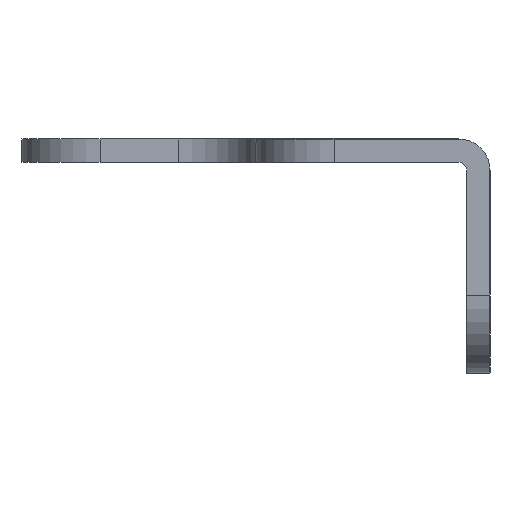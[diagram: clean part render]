
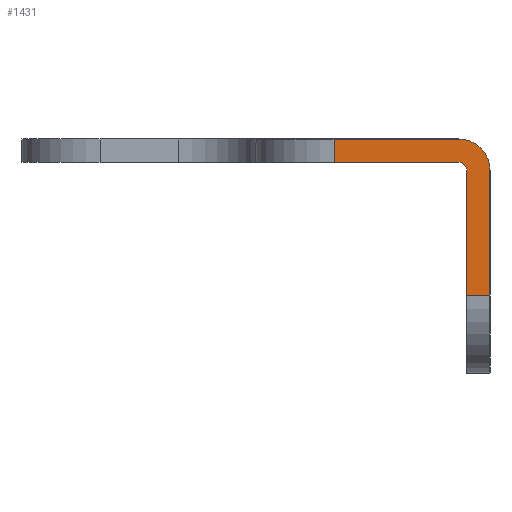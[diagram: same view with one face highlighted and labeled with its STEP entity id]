
A CAD part, left-side view. The second image highlights one B-rep face of the part: STEP entity #1431.
In plain terms, the highlighted planar face has unit normal (-1, 0, 0).
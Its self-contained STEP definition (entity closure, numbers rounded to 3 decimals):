
#12 = CARTESIAN_POINT ( 'NONE',  ( -201.05, 117., 324.5 ) ) ;
#18 = ORIENTED_EDGE ( 'NONE', *, *, #1490, .T. ) ;
#32 = VERTEX_POINT ( 'NONE', #1234 ) ;
#77 = DIRECTION ( 'NONE',  ( 0., 0., 1. ) ) ;
#111 = DIRECTION ( 'NONE',  ( 0., 0., 1. ) ) ;
#118 = DIRECTION ( 'NONE',  ( 0., 0., 1. ) ) ;
#158 = VERTEX_POINT ( 'NONE', #1502 ) ;
#181 = AXIS2_PLACEMENT_3D ( 'NONE', #12, #629, #118 ) ;
#190 = EDGE_CURVE ( 'NONE', #1069, #831, #491, .T. ) ;
#198 = VERTEX_POINT ( 'NONE', #293 ) ;
#209 = EDGE_LOOP ( 'NONE', ( #372, #434, #1047, #1165, #18, #1185, #256, #1042 ) ) ;
#235 = CARTESIAN_POINT ( 'NONE',  ( -201.05, 117., 325. ) ) ;
#256 = ORIENTED_EDGE ( 'NONE', *, *, #1610, .F. ) ;
#265 = VECTOR ( 'NONE', #77, 1000. ) ;
#275 = EDGE_CURVE ( 'NONE', #543, #602, #1614, .T. ) ;
#289 = CARTESIAN_POINT ( 'NONE',  ( -201.05, 116.5, 326.5 ) ) ;
#293 = CARTESIAN_POINT ( 'NONE',  ( -201.05, 115., 324.5 ) ) ;
#324 = EDGE_CURVE ( 'NONE', #611, #602, #1535, .T. ) ;
#372 = ORIENTED_EDGE ( 'NONE', *, *, #190, .F. ) ;
#387 = VECTOR ( 'NONE', #1167, 1000. ) ;
#434 = ORIENTED_EDGE ( 'NONE', *, *, #609, .F. ) ;
#437 = DIRECTION ( 'NONE',  ( 0., 1., 0. ) ) ;
#456 = CARTESIAN_POINT ( 'NONE',  ( -201.05, 122.5, 326.5 ) ) ;
#458 = EDGE_CURVE ( 'NONE', #32, #198, #775, .T. ) ;
#485 = LINE ( 'NONE', #905, #1159 ) ;
#491 = LINE ( 'NONE', #920, #660 ) ;
#511 = VECTOR ( 'NONE', #437, 1000. ) ;
#543 = VERTEX_POINT ( 'NONE', #1125 ) ;
#583 = CARTESIAN_POINT ( 'NONE',  ( -201.05, 122.5, 325.75 ) ) ;
#591 = DIRECTION ( 'NONE',  ( 0., -1., 0. ) ) ;
#602 = VERTEX_POINT ( 'NONE', #1020 ) ;
#609 = EDGE_CURVE ( 'NONE', #543, #1069, #1457, .T. ) ;
#611 = VERTEX_POINT ( 'NONE', #1145 ) ;
#618 = EDGE_CURVE ( 'NONE', #831, #158, #485, .T. ) ;
#629 = DIRECTION ( 'NONE',  ( -1., 0., 0. ) ) ;
#649 = LINE ( 'NONE', #1468, #265 ) ;
#660 = VECTOR ( 'NONE', #668, 1000. ) ;
#668 = DIRECTION ( 'NONE',  ( 0., 1., 0. ) ) ;
#693 = CARTESIAN_POINT ( 'NONE',  ( -201.05, 184.108, 316.5 ) ) ;
#749 = CARTESIAN_POINT ( 'NONE',  ( -201.05, 117., 324.5 ) ) ;
#775 = CIRCLE ( 'NONE', #1060, 2. ) ;
#777 = DIRECTION ( 'NONE',  ( 0., 0., 1. ) ) ;
#831 = VERTEX_POINT ( 'NONE', #941 ) ;
#864 = AXIS2_PLACEMENT_3D ( 'NONE', #583, #1573, #1084 ) ;
#905 = CARTESIAN_POINT ( 'NONE',  ( -201.05, 125., 291.946 ) ) ;
#920 = CARTESIAN_POINT ( 'NONE',  ( -201.05, 0., 325. ) ) ;
#941 = CARTESIAN_POINT ( 'NONE',  ( -201.05, 125., 325. ) ) ;
#945 = FACE_OUTER_BOUND ( 'NONE', #209, .T. ) ;
#1018 = VECTOR ( 'NONE', #591, 1000. ) ;
#1020 = CARTESIAN_POINT ( 'NONE',  ( -201.05, 116.5, 316.5 ) ) ;
#1042 = ORIENTED_EDGE ( 'NONE', *, *, #618, .F. ) ;
#1047 = ORIENTED_EDGE ( 'NONE', *, *, #275, .T. ) ;
#1060 = AXIS2_PLACEMENT_3D ( 'NONE', #749, #1631, #111 ) ;
#1069 = VERTEX_POINT ( 'NONE', #235 ) ;
#1076 = PLANE ( 'NONE',  #864 ) ;
#1084 = DIRECTION ( 'NONE',  ( 0., 0., -1. ) ) ;
#1125 = CARTESIAN_POINT ( 'NONE',  ( -201.05, 116.5, 324.5 ) ) ;
#1145 = CARTESIAN_POINT ( 'NONE',  ( -201.05, 115., 316.5 ) ) ;
#1159 = VECTOR ( 'NONE', #777, 1000. ) ;
#1165 = ORIENTED_EDGE ( 'NONE', *, *, #324, .F. ) ;
#1167 = DIRECTION ( 'NONE',  ( 0., 0., -1. ) ) ;
#1185 = ORIENTED_EDGE ( 'NONE', *, *, #458, .F. ) ;
#1198 = LINE ( 'NONE', #456, #1018 ) ;
#1234 = CARTESIAN_POINT ( 'NONE',  ( -201.05, 117., 326.5 ) ) ;
#1431 = ADVANCED_FACE ( 'NONE', ( #945 ), #1076, .F. ) ;
#1457 = CIRCLE ( 'NONE', #181, 0.5 ) ;
#1468 = CARTESIAN_POINT ( 'NONE',  ( -201.05, 115., 318. ) ) ;
#1490 = EDGE_CURVE ( 'NONE', #611, #198, #649, .T. ) ;
#1502 = CARTESIAN_POINT ( 'NONE',  ( -201.05, 125., 326.5 ) ) ;
#1535 = LINE ( 'NONE', #693, #511 ) ;
#1573 = DIRECTION ( 'NONE',  ( 1., 0., 0. ) ) ;
#1610 = EDGE_CURVE ( 'NONE', #158, #32, #1198, .T. ) ;
#1614 = LINE ( 'NONE', #289, #387 ) ;
#1631 = DIRECTION ( 'NONE',  ( 1., 0., 0. ) ) ;
